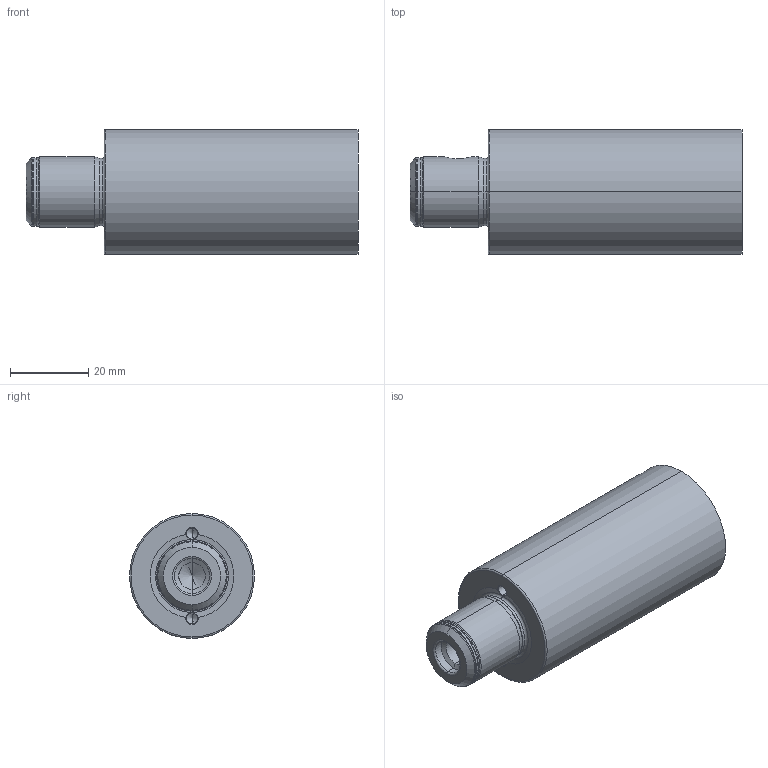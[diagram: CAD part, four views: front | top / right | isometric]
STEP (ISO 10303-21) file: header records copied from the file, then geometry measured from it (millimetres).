
FILE_DESCRIPTION (( 'STEP AP203' ), '1' );
FILE_NAME ('ST3-Ro1.001.065.STEP', '2016-02-12T10:43:22', ( 'SWIAdmin' ), ( 'Hewlett-Packard Company' ), 'SwSTEP 2.0', 'SolidWorks 2015', '' );
FILE_SCHEMA (( 'CONFIG_CONTROL_DESIGN' ));
Length unit declared in the file: millimetre
Products named in the file (2): ST3-Ro1.001.065; ST3-Ro1.001.065_B
Assembly tree (1 placements, depth 2):
  ST3-Ro1.001.065
    ST3-Ro1.001.065_B
Bounding box: 85 x 32 x 32 mm (x, y, z)
Volume: 55926.2 mm3; surface area: 9961.6 mm2
Topology: 1 solids, 1 shells, 69 faces, 150 edges, 78 vertices
Faces by surface type: cone 30, cylinder 20, torus 16, plane 3
Entity records: 2122 total; most frequent: CARTESIAN_POINT 431, DIRECTION 364, ORIENTED_EDGE 284, AXIS2_PLACEMENT_3D 157, EDGE_CURVE 142, CIRCLE 84, VERTEX_POINT 78, EDGE_LOOP 74
